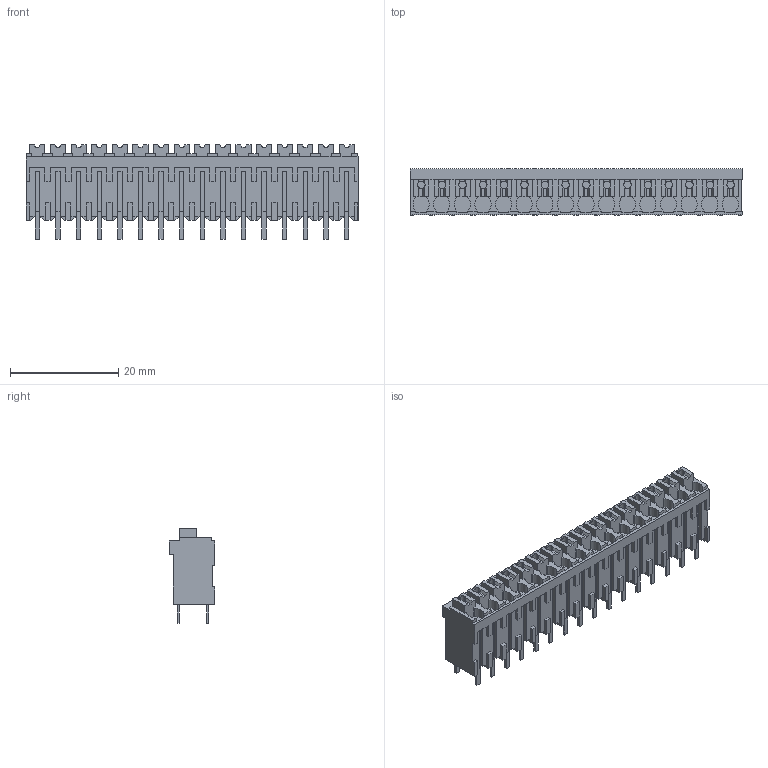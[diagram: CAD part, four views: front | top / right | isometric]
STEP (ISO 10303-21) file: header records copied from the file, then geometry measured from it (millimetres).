
FILE_DESCRIPTION(('CATIA V5 STEP Exchange','CAx-IF Rec.Pracs.--- Model Styling and Organization---1.2---2011-12-15'),'2;1');
FILE_NAME ('D1457944_0_1870930000_1870930000.stp','2018-03-20T07:34:30+00:00',('none'),('Weidmueller'),'CATIA Version 5-6 Release 2014','CATIA V5 STEP AP214','none');
FILE_SCHEMA(('AUTOMOTIVE_DESIGN { 1 0 10303 214 1 1 1 1 }'));
Length unit declared in the file: millimetre
Products named in the file (1): 1870930000
Bounding box: 61.35 x 8.5 x 17.45 mm (x, y, z)
Volume: 4952.7 mm3; surface area: 5357 mm2
Topology: 49 solids, 49 shells, 1184 faces, 3344 edges, 2258 vertices
Faces by surface type: plane 1120, cylinder 64
Entity records: 34692 total; most frequent: CARTESIAN_POINT 6791, ORIENTED_EDGE 6688, DIRECTION 4264, EDGE_CURVE 3344, VECTOR 3088, LINE 3088, VERTEX_POINT 2258, ADVANCED_FACE 1184
